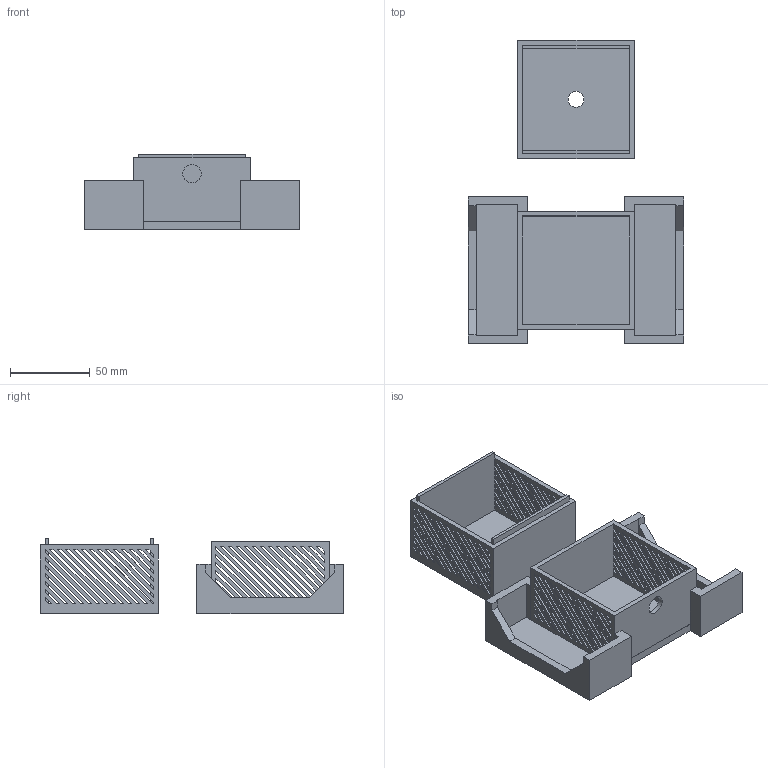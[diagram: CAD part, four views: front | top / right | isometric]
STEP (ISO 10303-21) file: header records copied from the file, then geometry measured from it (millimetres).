
FILE_DESCRIPTION(/* description */ (''),/* implementation_level */ '2;1');
FILE_NAME(/* name */ 'Photoreactor Base and Fan MountThin v1.step',/* time_stamp */ '2022-06-20T16:08:50+01:00',/* author */ (''),/* organization */ (''),/* preprocessor_version */ 'ST-DEVELOPER v18.1',/* originating_system */ 'Autodesk Translation Framework v10.14.0.1471',/* authorisation */ '');
FILE_SCHEMA (('AUTOMOTIVE_DESIGN { 1 0 10303 214 3 1 1 }'));
Length unit declared in the file: millimetre
Products named in the file (1): Photoreactor Base and Fan MountThin
Bounding box: 135 x 190 x 47 mm (x, y, z)
Volume: 169003 mm3; surface area: 105615.7 mm2
Topology: 3 solids, 3 shells, 397 faces, 1274 edges, 828 vertices
Faces by surface type: plane 395, cylinder 2
Full cylindrical faces by diameter (mm): 10 x1, 11.5 x1
Entity records: 14023 total; most frequent: ORIENTED_EDGE 2548, CARTESIAN_POINT 2500, DIRECTION 2074, EDGE_CURVE 1274, LINE 1270, VECTOR 1270, VERTEX_POINT 828, EDGE_LOOP 508
